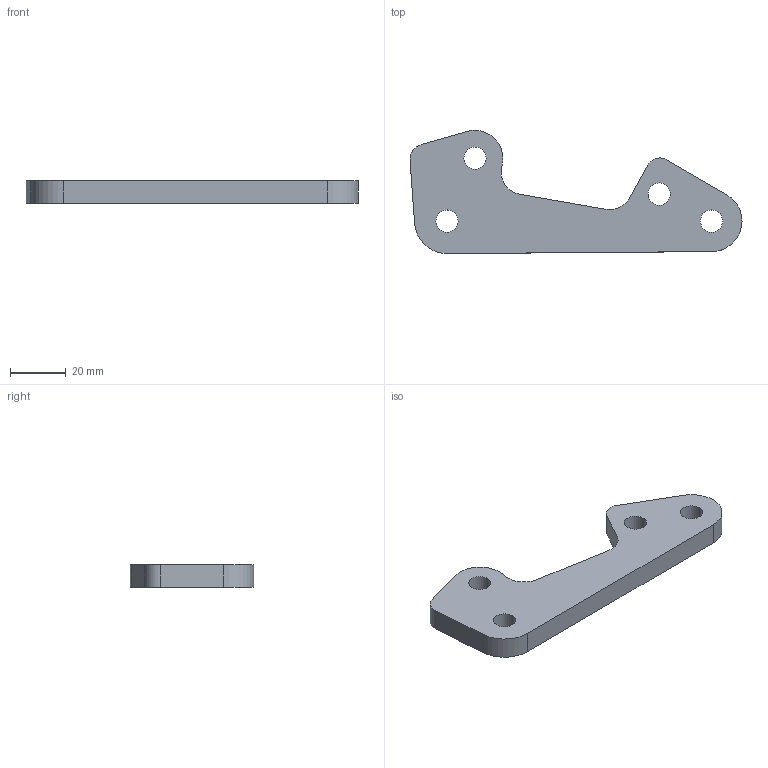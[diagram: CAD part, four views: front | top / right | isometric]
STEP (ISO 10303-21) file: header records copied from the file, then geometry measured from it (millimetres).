
FILE_DESCRIPTION (( 'STEP AP214' ), '1' );
FILE_NAME ('SUPPORT ETRIER ACIER 20 05 2020.STEP', '2020-05-20T09:24:44', ( '' ), ( '' ), 'SwSTEP 2.0', 'SolidWorks 2018', '' );
FILE_SCHEMA (( 'AUTOMOTIVE_DESIGN' ));
Length unit declared in the file: millimetre
Products named in the file (1): SUPPORT ETRIER ACIER 20 05 2020
Bounding box: 119.25 x 44.26 x 8 mm (x, y, z)
Volume: 23972.6 mm3; surface area: 9287.9 mm2
Topology: 1 solids, 1 shells, 27 faces, 75 edges, 50 vertices
Faces by surface type: cylinder 18, plane 9
Entity records: 935 total; most frequent: DIRECTION 167, CARTESIAN_POINT 153, ORIENTED_EDGE 150, EDGE_CURVE 75, AXIS2_PLACEMENT_3D 64, VERTEX_POINT 50, VECTOR 39, LINE 39
